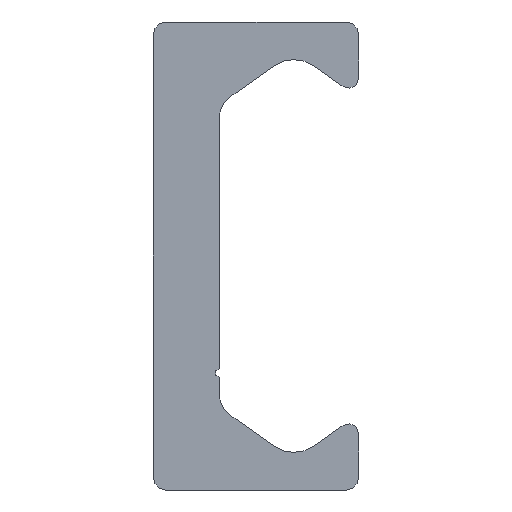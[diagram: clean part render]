
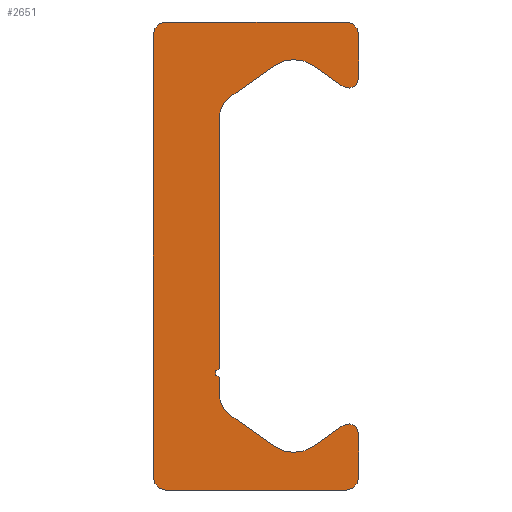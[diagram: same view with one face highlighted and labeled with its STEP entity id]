
A CAD part, left-side view. The second image highlights one B-rep face of the part: STEP entity #2651.
In plain terms, the highlighted planar face has unit normal (-1, 0, 0).
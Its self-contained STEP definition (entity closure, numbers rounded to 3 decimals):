
#1784=CARTESIAN_POINT('',(0.0,5.4,-14.));
#1785=VERTEX_POINT('',#1784);
#1792=CARTESIAN_POINT('',(0.0,6.15,-13.25));
#1793=VERTEX_POINT('',#1792);
#1794=CARTESIAN_POINT('',(0.0,5.4,-13.25));
#1795=DIRECTION('',(1.0,0.0,0.0));
#1796=DIRECTION('',(0.0,0.0,-1.0));
#1797=AXIS2_PLACEMENT_3D('',#1794,#1795,#1796);
#1798=CIRCLE('',#1797,0.75);
#1799=EDGE_CURVE('',#1785,#1793,#1798,.T.);
#1823=CARTESIAN_POINT('',(0.0,-5.4,-14.));
#1824=VERTEX_POINT('',#1823);
#1831=CARTESIAN_POINT('',(0.0,-5.4,-14.));
#1832=DIRECTION('',(0.0,1.0,0.0));
#1833=VECTOR('',#1832,10.8);
#1834=LINE('',#1831,#1833);
#1835=EDGE_CURVE('',#1824,#1785,#1834,.T.);
#1855=CARTESIAN_POINT('',(0.0,-6.15,-13.25));
#1856=VERTEX_POINT('',#1855);
#1863=CARTESIAN_POINT('',(0.0,-5.4,-13.25));
#1864=DIRECTION('',(1.0,0.0,0.0));
#1865=DIRECTION('',(0.0,-1.0,0.0));
#1866=AXIS2_PLACEMENT_3D('',#1863,#1864,#1865);
#1867=CIRCLE('',#1866,0.75);
#1868=EDGE_CURVE('',#1856,#1824,#1867,.T.);
#1887=CARTESIAN_POINT('',(0.0,-6.15,-10.63));
#1888=VERTEX_POINT('',#1887);
#1895=CARTESIAN_POINT('',(0.0,-6.15,-10.63));
#1896=DIRECTION('',(0.0,0.0,-1.0));
#1897=VECTOR('',#1896,2.62);
#1898=LINE('',#1895,#1897);
#1899=EDGE_CURVE('',#1888,#1856,#1898,.T.);
#1919=CARTESIAN_POINT('',(0.0,-5.206,-10.139));
#1920=VERTEX_POINT('',#1919);
#1927=CARTESIAN_POINT('',(0.0,-5.55,-10.63));
#1928=DIRECTION('',(1.0,0.0,0.0));
#1929=DIRECTION('',(0.0,0.574,0.819));
#1930=AXIS2_PLACEMENT_3D('',#1927,#1928,#1929);
#1931=CIRCLE('',#1930,0.6);
#1932=EDGE_CURVE('',#1920,#1888,#1931,.T.);
#1951=CARTESIAN_POINT('',(0.0,-3.417,-11.391));
#1952=VERTEX_POINT('',#1951);
#1959=CARTESIAN_POINT('',(0.0,-3.417,-11.391));
#1960=DIRECTION('',(0.0,-0.819,0.574));
#1961=VECTOR('',#1960,2.184);
#1962=LINE('',#1959,#1961);
#1963=EDGE_CURVE('',#1952,#1920,#1962,.T.);
#1983=CARTESIAN_POINT('',(0.0,-1.123,-11.391));
#1984=VERTEX_POINT('',#1983);
#1991=CARTESIAN_POINT('',(0.0,-2.27,-9.753));
#1992=DIRECTION('',(-1.0,0.0,0.0));
#1993=DIRECTION('',(0.0,0.574,0.819));
#1994=AXIS2_PLACEMENT_3D('',#1991,#1992,#1993);
#1995=CIRCLE('',#1994,2.0);
#1996=EDGE_CURVE('',#1984,#1952,#1995,.T.);
#2015=CARTESIAN_POINT('',(0.0,1.56,-9.512));
#2016=VERTEX_POINT('',#2015);
#2023=CARTESIAN_POINT('',(0.0,1.56,-9.512));
#2024=DIRECTION('',(0.0,-0.819,-0.574));
#2025=VECTOR('',#2024,3.276);
#2026=LINE('',#2023,#2025);
#2027=EDGE_CURVE('',#2016,#1984,#2026,.T.);
#2047=CARTESIAN_POINT('',(0.0,2.2,-8.283));
#2048=VERTEX_POINT('',#2047);
#2055=CARTESIAN_POINT('',(0.0,0.7,-8.283));
#2056=DIRECTION('',(-1.0,0.0,0.0));
#2057=DIRECTION('',(0.0,-0.574,0.819));
#2058=AXIS2_PLACEMENT_3D('',#2055,#2056,#2057);
#2059=CIRCLE('',#2058,1.5);
#2060=EDGE_CURVE('',#2048,#2016,#2059,.T.);
#2079=CARTESIAN_POINT('',(0.0,2.2,-7.25));
#2080=VERTEX_POINT('',#2079);
#2087=CARTESIAN_POINT('',(0.0,2.2,-7.25));
#2088=DIRECTION('',(0.0,0.0,-1.0));
#2089=VECTOR('',#2088,1.033);
#2090=LINE('',#2087,#2089);
#2091=EDGE_CURVE('',#2080,#2048,#2090,.T.);
#2111=CARTESIAN_POINT('',(0.0,2.2,-6.75));
#2112=VERTEX_POINT('',#2111);
#2119=CARTESIAN_POINT('',(0.0,2.2,-7.));
#2120=DIRECTION('',(-1.0,0.0,0.0));
#2121=DIRECTION('',(0.0,0.0,1.0));
#2122=AXIS2_PLACEMENT_3D('',#2119,#2120,#2121);
#2123=CIRCLE('',#2122,0.25);
#2124=EDGE_CURVE('',#2112,#2080,#2123,.T.);
#2143=CARTESIAN_POINT('',(0.0,2.2,8.283));
#2144=VERTEX_POINT('',#2143);
#2151=CARTESIAN_POINT('',(0.0,2.2,8.283));
#2152=DIRECTION('',(0.0,0.0,-1.0));
#2153=VECTOR('',#2152,15.033);
#2154=LINE('',#2151,#2153);
#2155=EDGE_CURVE('',#2144,#2112,#2154,.T.);
#2250=CARTESIAN_POINT('',(0.0,1.56,9.512));
#2251=VERTEX_POINT('',#2250);
#2258=CARTESIAN_POINT('',(0.0,0.7,8.283));
#2259=DIRECTION('',(-1.0,0.0,0.0));
#2260=DIRECTION('',(0.0,-1.0,0.0));
#2261=AXIS2_PLACEMENT_3D('',#2258,#2259,#2260);
#2262=CIRCLE('',#2261,1.5);
#2263=EDGE_CURVE('',#2251,#2144,#2262,.T.);
#2282=CARTESIAN_POINT('',(0.0,-1.123,11.391));
#2283=VERTEX_POINT('',#2282);
#2290=CARTESIAN_POINT('',(0.0,-1.123,11.391));
#2291=DIRECTION('',(0.0,0.819,-0.574));
#2292=VECTOR('',#2291,3.276);
#2293=LINE('',#2290,#2292);
#2294=EDGE_CURVE('',#2283,#2251,#2293,.T.);
#2314=CARTESIAN_POINT('',(0.0,-3.417,11.391));
#2315=VERTEX_POINT('',#2314);
#2322=CARTESIAN_POINT('',(0.0,-2.27,9.753));
#2323=DIRECTION('',(-1.0,0.0,0.0));
#2324=DIRECTION('',(0.0,-0.574,-0.819));
#2325=AXIS2_PLACEMENT_3D('',#2322,#2323,#2324);
#2326=CIRCLE('',#2325,2.0);
#2327=EDGE_CURVE('',#2315,#2283,#2326,.T.);
#2346=CARTESIAN_POINT('',(0.0,-5.206,10.139));
#2347=VERTEX_POINT('',#2346);
#2354=CARTESIAN_POINT('',(0.0,-5.206,10.139));
#2355=DIRECTION('',(0.0,0.819,0.574));
#2356=VECTOR('',#2355,2.184);
#2357=LINE('',#2354,#2356);
#2358=EDGE_CURVE('',#2347,#2315,#2357,.T.);
#2378=CARTESIAN_POINT('',(0.0,-6.15,10.63));
#2379=VERTEX_POINT('',#2378);
#2386=CARTESIAN_POINT('',(0.0,-5.55,10.63));
#2387=DIRECTION('',(1.0,0.0,0.0));
#2388=DIRECTION('',(0.0,-1.0,0.0));
#2389=AXIS2_PLACEMENT_3D('',#2386,#2387,#2388);
#2390=CIRCLE('',#2389,0.6);
#2391=EDGE_CURVE('',#2379,#2347,#2390,.T.);
#2410=CARTESIAN_POINT('',(0.0,-6.15,13.25));
#2411=VERTEX_POINT('',#2410);
#2418=CARTESIAN_POINT('',(0.0,-6.15,13.25));
#2419=DIRECTION('',(0.0,0.0,-1.0));
#2420=VECTOR('',#2419,2.62);
#2421=LINE('',#2418,#2420);
#2422=EDGE_CURVE('',#2411,#2379,#2421,.T.);
#2442=CARTESIAN_POINT('',(0.0,-5.4,14.));
#2443=VERTEX_POINT('',#2442);
#2450=CARTESIAN_POINT('',(0.0,-5.4,13.25));
#2451=DIRECTION('',(1.0,0.0,0.0));
#2452=DIRECTION('',(0.0,0.0,1.0));
#2453=AXIS2_PLACEMENT_3D('',#2450,#2451,#2452);
#2454=CIRCLE('',#2453,0.75);
#2455=EDGE_CURVE('',#2443,#2411,#2454,.T.);
#2474=CARTESIAN_POINT('',(0.0,5.4,14.));
#2475=VERTEX_POINT('',#2474);
#2482=CARTESIAN_POINT('',(0.0,5.4,14.));
#2483=DIRECTION('',(0.0,-1.0,0.0));
#2484=VECTOR('',#2483,10.8);
#2485=LINE('',#2482,#2484);
#2486=EDGE_CURVE('',#2475,#2443,#2485,.T.);
#2506=CARTESIAN_POINT('',(0.0,6.15,13.25));
#2507=VERTEX_POINT('',#2506);
#2514=CARTESIAN_POINT('',(0.0,5.4,13.25));
#2515=DIRECTION('',(1.0,0.0,0.0));
#2516=DIRECTION('',(0.0,1.0,0.0));
#2517=AXIS2_PLACEMENT_3D('',#2514,#2515,#2516);
#2518=CIRCLE('',#2517,0.75);
#2519=EDGE_CURVE('',#2507,#2475,#2518,.T.);
#2537=CARTESIAN_POINT('',(0.0,6.15,-13.25));
#2538=DIRECTION('',(0.0,0.0,1.0));
#2539=VECTOR('',#2538,26.5);
#2540=LINE('',#2537,#2539);
#2541=EDGE_CURVE('',#1793,#2507,#2540,.T.);
#2622=CARTESIAN_POINT('',(0.0,1.352,-0.021));
#2623=DIRECTION('',(1.0,0.0,0.0));
#2624=DIRECTION('',(0.0,0.0,-1.0));
#2625=AXIS2_PLACEMENT_3D('',#2622,#2623,#2624);
#2626=PLANE('',#2625);
#2627=ORIENTED_EDGE('',*,*,#2541,.F.);
#2628=ORIENTED_EDGE('',*,*,#1799,.F.);
#2629=ORIENTED_EDGE('',*,*,#1835,.F.);
#2630=ORIENTED_EDGE('',*,*,#1868,.F.);
#2631=ORIENTED_EDGE('',*,*,#1899,.F.);
#2632=ORIENTED_EDGE('',*,*,#1932,.F.);
#2633=ORIENTED_EDGE('',*,*,#1963,.F.);
#2634=ORIENTED_EDGE('',*,*,#1996,.F.);
#2635=ORIENTED_EDGE('',*,*,#2027,.F.);
#2636=ORIENTED_EDGE('',*,*,#2060,.F.);
#2637=ORIENTED_EDGE('',*,*,#2091,.F.);
#2638=ORIENTED_EDGE('',*,*,#2124,.F.);
#2639=ORIENTED_EDGE('',*,*,#2155,.F.);
#2640=ORIENTED_EDGE('',*,*,#2263,.F.);
#2641=ORIENTED_EDGE('',*,*,#2294,.F.);
#2642=ORIENTED_EDGE('',*,*,#2327,.F.);
#2643=ORIENTED_EDGE('',*,*,#2358,.F.);
#2644=ORIENTED_EDGE('',*,*,#2391,.F.);
#2645=ORIENTED_EDGE('',*,*,#2422,.F.);
#2646=ORIENTED_EDGE('',*,*,#2455,.F.);
#2647=ORIENTED_EDGE('',*,*,#2486,.F.);
#2648=ORIENTED_EDGE('',*,*,#2519,.F.);
#2649=EDGE_LOOP('',(#2627,#2628,#2629,#2630,#2631,#2632,#2633,#2634,#2635,#2636,#2637,#2638,#2639,#2640,#2641,#2642,#2643,#2644,#2645,#2646,#2647,#2648));
#2650=FACE_OUTER_BOUND('',#2649,.T.);
#2651=ADVANCED_FACE('',(#2650),#2626,.F.);
